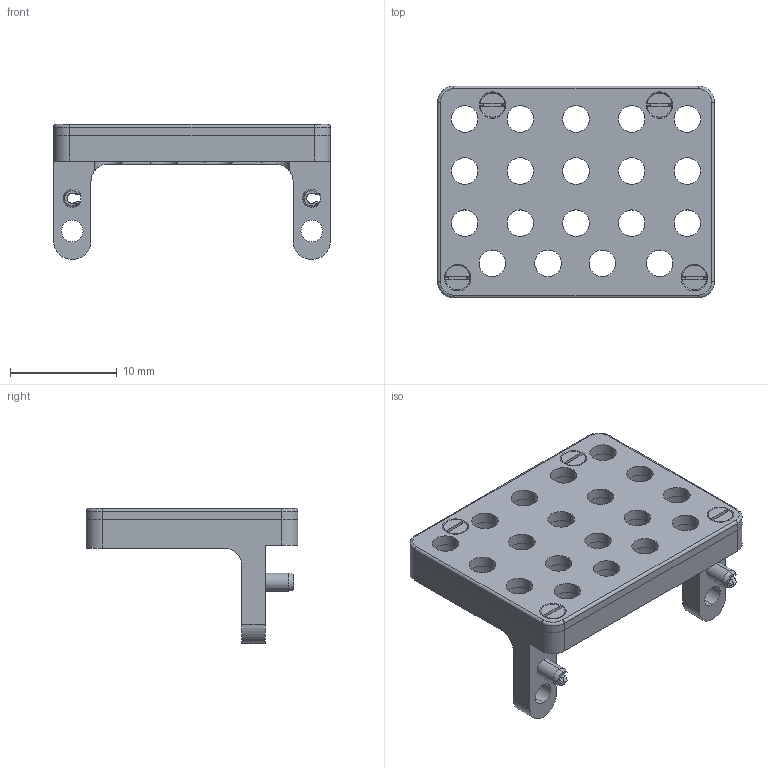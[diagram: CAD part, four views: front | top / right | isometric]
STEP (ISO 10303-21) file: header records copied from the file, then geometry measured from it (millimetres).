
FILE_DESCRIPTION (( 'STEP AP214' ), '1' );
FILE_NAME ('FMCN49834_3D.step', '2023-09-20T09:15:48', ( '' ), ( '' ), 'SwSTEP 2.0', 'SolidWorks 2022', '' );
FILE_SCHEMA (( 'AUTOMOTIVE_DESIGN' ));
Length unit declared in the file: foot
Products named in the file (6): 008-VTD19C-CR-1.stp; C.stp; 008-VTD19C-CR.stp; SMPS VITA 67.3 19 Port Plug-in Module C（008-VTD19C-CR）.stp; 004-VTD12C-CR-2.stp; FMCN49834_3D
Assembly tree (9 placements, depth 3):
  FMCN49834_3D
    SMPS VITA 67.3 19 Port Plug-in Module C（008-VTD19C-CR）.stp
      008-VTD19C-CR-1.stp
      C.stp  x2
      004-VTD12C-CR-2.stp  x4
      008-VTD19C-CR.stp
Bounding box: 25.91 x 19.81 x 12.64 mm (x, y, z)
Volume: 1563.7 mm3; surface area: 3000.1 mm2
Topology: 8 solids, 8 shells, 427 faces, 1136 edges, 738 vertices
Faces by surface type: cylinder 276, plane 89, cone 46, bspline 12, torus 4
Entity records: 10460 total; most frequent: CARTESIAN_POINT 3022, DIRECTION 1563, ORIENTED_EDGE 1456, EDGE_CURVE 728, AXIS2_PLACEMENT_3D 643, VERTEX_POINT 474, EDGE_LOOP 388, CIRCLE 358
